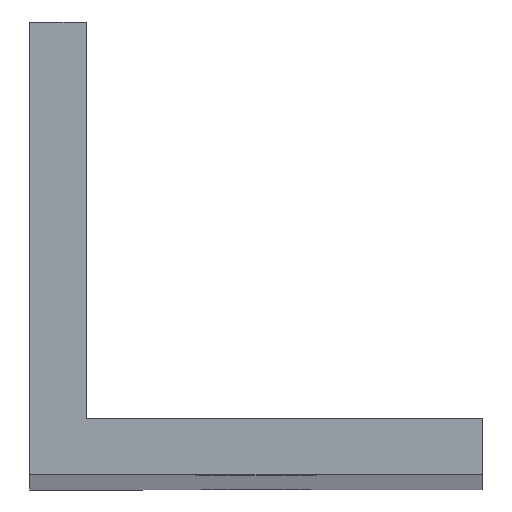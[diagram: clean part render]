
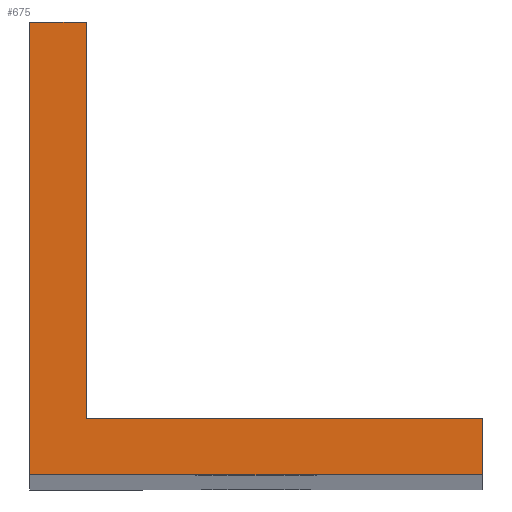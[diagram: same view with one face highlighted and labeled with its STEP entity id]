
A CAD part, top view. The second image highlights one B-rep face of the part: STEP entity #675.
In plain terms, the highlighted planar face has unit normal (0, 0, 1).
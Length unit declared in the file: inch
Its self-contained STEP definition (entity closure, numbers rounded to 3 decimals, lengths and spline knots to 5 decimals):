
#83=FACE_OUTER_BOUND('',#123,.T.);
#123=EDGE_LOOP('',(#607,#608,#609,#610,#611,#612));
#175=LINE('',#1063,#249);
#178=LINE('',#1068,#252);
#182=LINE('',#1086,#256);
#192=LINE('',#1103,#266);
#195=LINE('',#1109,#269);
#198=LINE('',#1113,#272);
#249=VECTOR('',#869,0.3937);
#252=VECTOR('',#874,0.3937);
#256=VECTOR('',#892,0.3937);
#266=VECTOR('',#908,0.3937);
#269=VECTOR('',#913,0.3937);
#272=VECTOR('',#918,0.3937);
#321=VERTEX_POINT('',#1060);
#322=VERTEX_POINT('',#1062);
#323=VERTEX_POINT('',#1066);
#330=VERTEX_POINT('',#1084);
#334=VERTEX_POINT('',#1102);
#336=VERTEX_POINT('',#1108);
#403=EDGE_CURVE('',#322,#321,#175,.T.);
#406=EDGE_CURVE('',#321,#323,#178,.T.);
#414=EDGE_CURVE('',#323,#330,#182,.T.);
#424=EDGE_CURVE('',#334,#322,#192,.T.);
#427=EDGE_CURVE('',#336,#334,#195,.T.);
#430=EDGE_CURVE('',#330,#336,#198,.T.);
#607=ORIENTED_EDGE('',*,*,#430,.T.);
#608=ORIENTED_EDGE('',*,*,#427,.T.);
#609=ORIENTED_EDGE('',*,*,#424,.T.);
#610=ORIENTED_EDGE('',*,*,#403,.T.);
#611=ORIENTED_EDGE('',*,*,#406,.T.);
#612=ORIENTED_EDGE('',*,*,#414,.T.);
#641=PLANE('',#737);
#675=ADVANCED_FACE('',(#83),#641,.T.);
#737=AXIS2_PLACEMENT_3D('',#1114,#919,#920);
#869=DIRECTION('',(0.,1.,0.));
#874=DIRECTION('',(-1.,0.,0.));
#892=DIRECTION('',(0.,-1.,0.));
#908=DIRECTION('',(-1.,0.,0.));
#913=DIRECTION('',(0.,1.,0.));
#918=DIRECTION('',(1.,0.,0.));
#919=DIRECTION('center_axis',(0.,0.,1.));
#920=DIRECTION('ref_axis',(1.,0.,0.));
#1060=CARTESIAN_POINT('',(0.125,1.,19.375));
#1062=CARTESIAN_POINT('',(0.125,0.125,19.375));
#1063=CARTESIAN_POINT('',(0.125,0.125,19.375));
#1066=CARTESIAN_POINT('',(0.,1.,19.375));
#1068=CARTESIAN_POINT('',(0.125,1.,19.375));
#1084=CARTESIAN_POINT('',(0.,0.,19.375));
#1086=CARTESIAN_POINT('',(0.,1.,19.375));
#1102=CARTESIAN_POINT('',(1.,0.125,19.375));
#1103=CARTESIAN_POINT('',(1.,0.125,19.375));
#1108=CARTESIAN_POINT('',(1.,0.,19.375));
#1109=CARTESIAN_POINT('',(1.,0.,19.375));
#1113=CARTESIAN_POINT('',(0.,0.,19.375));
#1114=CARTESIAN_POINT('Origin',(0.30859,0.30859,19.375));
